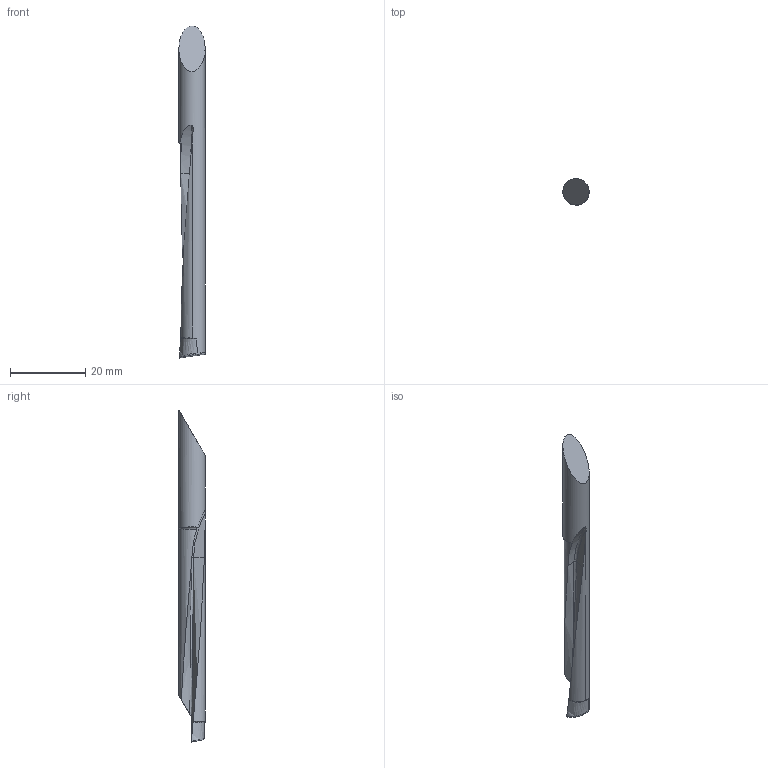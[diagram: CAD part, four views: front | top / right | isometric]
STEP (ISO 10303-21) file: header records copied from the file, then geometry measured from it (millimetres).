
FILE_DESCRIPTION(/* description */ (''),/* implementation_level */ '2;1');
FILE_NAME(/* name */ '1562842479072.stp',/* time_stamp */ '2019-07-11T16:24:48+06:00',/* author */ (''),/* organization */ ('SMS'),/* preprocessor_version */ 'ST-DEVELOPER v15',/* originating_system */ 'SIEMENS PLM Software NX 8.5',/* authorisation */ '');
FILE_SCHEMA (('AUTOMOTIVE_DESIGN { 1 0 10303 214 3 1 1 1 }'));
Length unit declared in the file: millimetre
Products named in the file (1): 202460747mod000_00
Bounding box: 7 x 7 x 88.31 mm (x, y, z)
Volume: 2462 mm3; surface area: 1932.7 mm2
Topology: 2 solids, 2 shells, 28 faces, 74 edges, 53 vertices
Faces by surface type: plane 10, bspline 9, cylinder 6, torus 2, cone 1
Full cylindrical faces by diameter (mm): 7 x1
Entity records: 1642 total; most frequent: CARTESIAN_POINT 1030, ORIENTED_EDGE 144, EDGE_CURVE 72, DIRECTION 71, VERTEX_POINT 49, B_SPLINE_CURVE_WITH_KNOTS 37, EDGE_LOOP 29, AXIS2_PLACEMENT_3D 29
